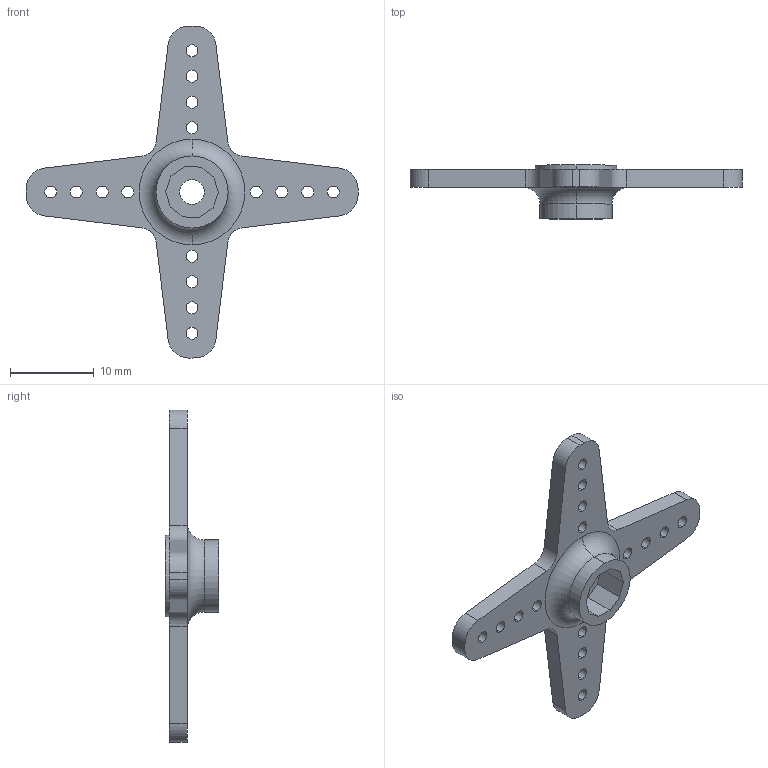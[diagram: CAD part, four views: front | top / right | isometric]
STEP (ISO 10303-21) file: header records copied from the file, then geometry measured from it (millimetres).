
FILE_DESCRIPTION (( 'STEP AP203' ), '1' );
FILE_NAME ('servo horn.STEP', '2017-11-12T19:45:58', ( '' ), ( '' ), 'SwSTEP 2.0', 'SolidWorks 2016', '' );
FILE_SCHEMA (( 'CONFIG_CONTROL_DESIGN' ));
Length unit declared in the file: millimetre
Products named in the file (1): servo horn
Bounding box: 39.6 x 6.43 x 39.6 mm (x, y, z)
Volume: 1165.2 mm3; surface area: 1587.5 mm2
Topology: 1 solids, 1 shells, 82 faces, 226 edges, 150 vertices
Faces by surface type: cylinder 52, plane 28, torus 2
Entity records: 2807 total; most frequent: DIRECTION 500, CARTESIAN_POINT 459, ORIENTED_EDGE 452, EDGE_CURVE 226, AXIS2_PLACEMENT_3D 191, VERTEX_POINT 150, EDGE_LOOP 120, VECTOR 118
